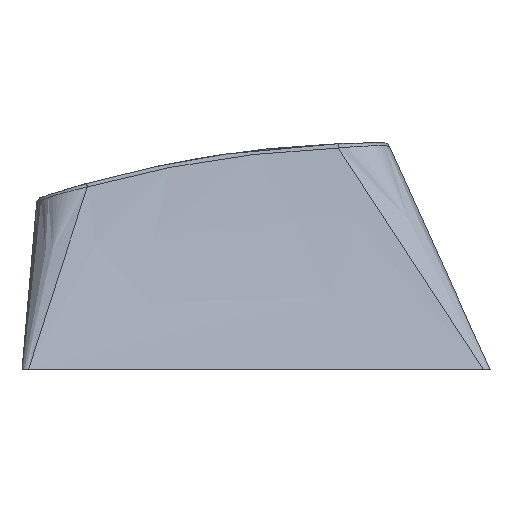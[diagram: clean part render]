
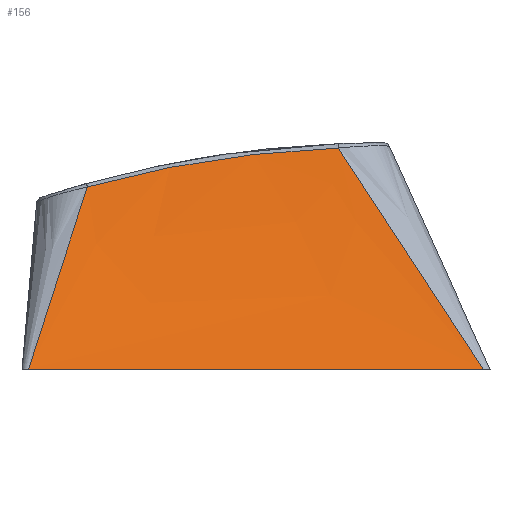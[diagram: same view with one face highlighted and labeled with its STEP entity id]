
A CAD part, left-side view. The second image highlights one B-rep face of the part: STEP entity #156.
In plain terms, the highlighted free-form (B-spline) face has degree [3, 3] with [4, 4] control points.
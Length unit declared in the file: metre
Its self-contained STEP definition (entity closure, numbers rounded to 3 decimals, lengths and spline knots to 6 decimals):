
#156=ADVANCED_FACE('0:320',(#465),#466,.T.);
#465=FACE_OUTER_BOUND('',#1648,.T.);
#466=B_SPLINE_SURFACE_WITH_KNOTS('',3,3,((#1649,#1650,#1651,#1652),(#1653,#1654,#1655,#1656),(#1657,#1658,#1659,#1660),(#1661,#1662,#1663,#1664)),.UNSPECIFIED.,.F.,.F.,.F.,(4,4),(4,4),(0.,1.),(-0.154144,1.0),.UNSPECIFIED.);
#1648=EDGE_LOOP('',(#2785,#2786,#2787,#2788));
#1649=CARTESIAN_POINT('',(-0.055378,-0.002672,0.009031));
#1650=CARTESIAN_POINT('',(-0.056532,-0.004648,0.006021));
#1651=CARTESIAN_POINT('',(-0.057686,-0.006624,0.00301));
#1652=CARTESIAN_POINT('',(-0.05884,-0.0086,0.));
#1653=CARTESIAN_POINT('',(-0.055378,-0.001648,0.008865));
#1654=CARTESIAN_POINT('',(-0.056532,-0.003922,0.00591));
#1655=CARTESIAN_POINT('',(-0.057686,-0.006195,0.002955));
#1656=CARTESIAN_POINT('',(-0.05884,-0.008469,0.));
#1657=CARTESIAN_POINT('',(-0.055378,0.005574,0.007293));
#1658=CARTESIAN_POINT('',(-0.056532,0.006639,0.004862));
#1659=CARTESIAN_POINT('',(-0.057686,0.007704,0.002431));
#1660=CARTESIAN_POINT('',(-0.05884,0.008769,0.));
#1661=CARTESIAN_POINT('',(-0.055378,0.006598,0.007127));
#1662=CARTESIAN_POINT('',(-0.056532,0.007365,0.004751));
#1663=CARTESIAN_POINT('',(-0.057686,0.008133,0.002376));
#1664=CARTESIAN_POINT('',(-0.05884,0.0089,0.));
#2785=ORIENTED_EDGE('',*,*,#3918,.F.);
#2786=ORIENTED_EDGE('',*,*,#3921,.F.);
#2787=ORIENTED_EDGE('',*,*,#3902,.F.);
#2788=ORIENTED_EDGE('',*,*,#3922,.T.);
#3902=EDGE_CURVE('0:1820',#4786,#4776,#4788,.T.);
#3918=EDGE_CURVE('0:1868',#4810,#4812,#4813,.T.);
#3921=EDGE_CURVE('0:1877',#4776,#4810,#4817,.T.);
#3922=EDGE_CURVE('0:1880',#4786,#4812,#4818,.T.);
#4776=VERTEX_POINT('',#6279);
#4786=VERTEX_POINT('',#6326);
#4788=B_SPLINE_CURVE_WITH_KNOTS('',3,(#6328,#6329,#6330,#6331,#6332,#6333,#6334,#6335,#6336,#6337,#6338,#6339,#6340,#6341),.UNSPECIFIED.,.F.,.F.,(4,1,1,1,2,1,1,1,2,4),(0.,0.272957,0.545913,1.637739,2.729565,5.470546,6.841037,8.211527,9.582018,9.796998),.UNSPECIFIED.);
#4810=VERTEX_POINT('',#6391);
#4812=VERTEX_POINT('',#6393);
#4813=LINE('',#6394,#6395);
#4817=LINE('',#6400,#6401);
#4818=LINE('',#6402,#6403);
#6279=CARTESIAN_POINT('',(-0.05558,-0.003018,0.008504));
#6326=CARTESIAN_POINT('',(-0.055435,0.006637,0.007008));
#6328=CARTESIAN_POINT('',(-0.055435,0.006637,0.007008));
#6329=CARTESIAN_POINT('',(-0.05543,0.006551,0.007033));
#6330=CARTESIAN_POINT('',(-0.055421,0.006377,0.007082));
#6331=CARTESIAN_POINT('',(-0.0554,0.005852,0.007223));
#6332=CARTESIAN_POINT('',(-0.055382,0.005058,0.007421));
#6333=CARTESIAN_POINT('',(-0.055377,0.004348,0.007578));
#6334=CARTESIAN_POINT('',(-0.055379,0.003097,0.007838));
#6335=CARTESIAN_POINT('',(-0.055401,0.001746,0.008072));
#6336=CARTESIAN_POINT('',(-0.055457,-0.000068,0.008296));
#6337=CARTESIAN_POINT('',(-0.055509,-0.001434,0.008421));
#6338=CARTESIAN_POINT('',(-0.05555,-0.002346,0.008474));
#6339=CARTESIAN_POINT('',(-0.055574,-0.002875,0.008498));
#6340=CARTESIAN_POINT('',(-0.055577,-0.002946,0.008501));
#6341=CARTESIAN_POINT('',(-0.05558,-0.003018,0.008504));
#6391=CARTESIAN_POINT('',(-0.05884,-0.0086,0.));
#6393=CARTESIAN_POINT('',(-0.05884,0.0089,0.));
#6394=CARTESIAN_POINT('',(-0.05884,0.0089,0.));
#6395=VECTOR('',#7280,0.001);
#6400=CARTESIAN_POINT('',(-0.05584,-0.003464,0.007825));
#6401=VECTOR('',#7285,0.009829);
#6402=CARTESIAN_POINT('',(-0.05584,0.006906,0.006175));
#6403=VECTOR('',#7286,0.007149);
#7280=DIRECTION('',(0.,1.0,0.0));
#7285=DIRECTION('',(-0.305,-0.523,-0.796));
#7286=DIRECTION('',(-0.42,0.279,-0.864));
